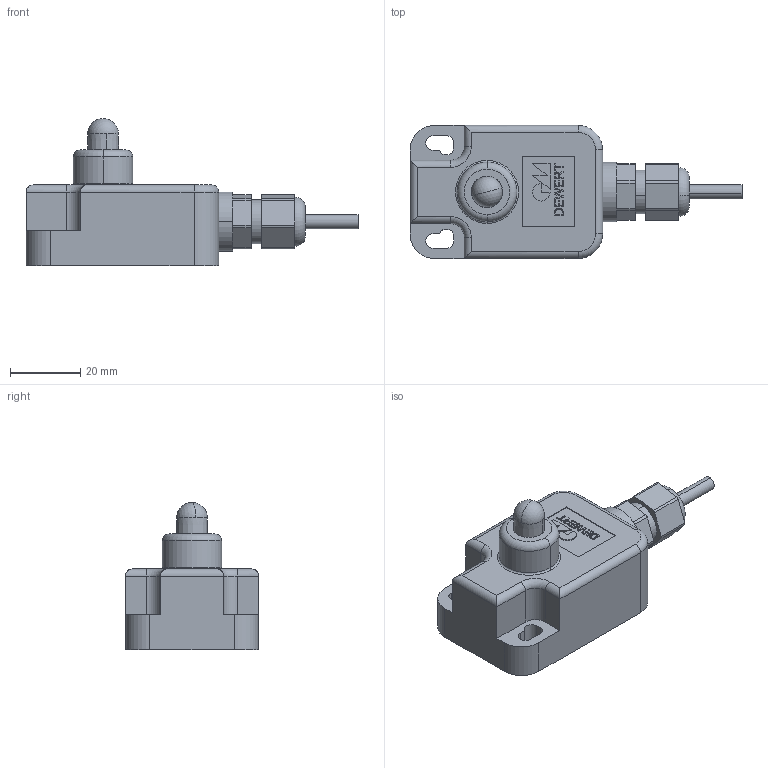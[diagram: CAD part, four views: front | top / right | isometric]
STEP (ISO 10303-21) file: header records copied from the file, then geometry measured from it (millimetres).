
FILE_DESCRIPTION (( 'STEP AP203' ), '1' );
FILE_NAME ('Endschalter.STEP', '2009-12-17T08:29:53', ( '.' ), ( '.' ), 'SwSTEP 2.0', 'SolidWorks 2008', '' );
FILE_SCHEMA (( 'CONFIG_CONTROL_DESIGN' ));
Length unit declared in the file: millimetre
Products named in the file (1): Endschalter
Bounding box: 94.8 x 38 x 42 mm (x, y, z)
Volume: 49765.5 mm3; surface area: 10607.1 mm2
Topology: 1 solids, 1 shells, 202 faces, 529 edges, 346 vertices
Faces by surface type: plane 122, cylinder 44, bspline 22, torus 10, cone 2, sphere 2
Entity records: 7111 total; most frequent: CARTESIAN_POINT 2118, ORIENTED_EDGE 1054, DIRECTION 948, EDGE_CURVE 527, VECTOR 372, LINE 372, VERTEX_POINT 346, AXIS2_PLACEMENT_3D 288
